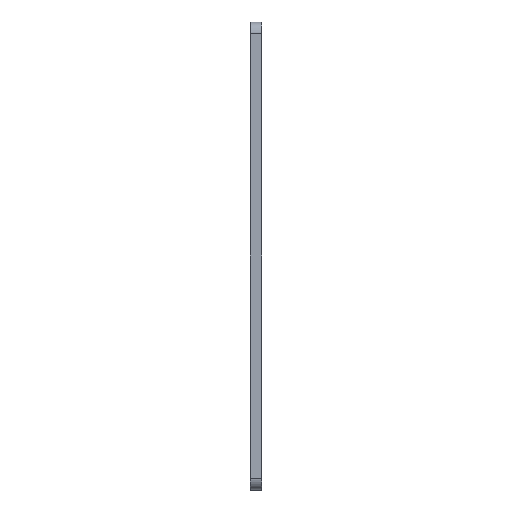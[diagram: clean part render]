
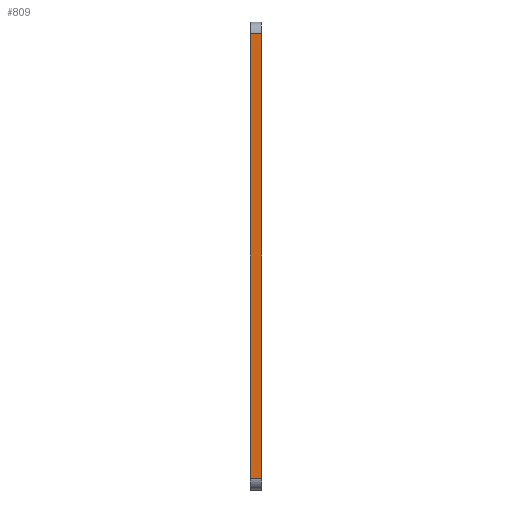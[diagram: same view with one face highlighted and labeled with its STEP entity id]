
A CAD part, left-side view. The second image highlights one B-rep face of the part: STEP entity #809.
In plain terms, the highlighted planar face has unit normal (-1, 0, 0).
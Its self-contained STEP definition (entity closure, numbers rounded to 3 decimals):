
#148 = VERTEX_POINT ( 'NONE', #407 ) ;
#174 = EDGE_LOOP ( 'NONE', ( #183, #373, #1082, #620 ) ) ;
#183 = ORIENTED_EDGE ( 'NONE', *, *, #707, .T. ) ;
#221 = PLANE ( 'NONE',  #913 ) ;
#373 = ORIENTED_EDGE ( 'NONE', *, *, #919, .T. ) ;
#407 = CARTESIAN_POINT ( 'NONE',  ( -60., 3., -57. ) ) ;
#586 = VECTOR ( 'NONE', #949, 1000. ) ;
#620 = ORIENTED_EDGE ( 'NONE', *, *, #1548, .T. ) ;
#621 = VERTEX_POINT ( 'NONE', #814 ) ;
#648 = LINE ( 'NONE', #1935, #586 ) ;
#705 = DIRECTION ( 'NONE',  ( 1., 0., 0. ) ) ;
#707 = EDGE_CURVE ( 'NONE', #1679, #621, #1866, .T. ) ;
#805 = LINE ( 'NONE', #968, #838 ) ;
#809 = ADVANCED_FACE ( 'NONE', ( #1161 ), #221, .F. ) ;
#814 = CARTESIAN_POINT ( 'NONE',  ( -60., 0., 57. ) ) ;
#838 = VECTOR ( 'NONE', #1114, 1000. ) ;
#874 = DIRECTION ( 'NONE',  ( 0., 0., -1. ) ) ;
#889 = EDGE_CURVE ( 'NONE', #148, #1130, #805, .T. ) ;
#913 = AXIS2_PLACEMENT_3D ( 'NONE', #1171, #705, #874 ) ;
#919 = EDGE_CURVE ( 'NONE', #621, #1130, #1423, .T. ) ;
#939 = CARTESIAN_POINT ( 'NONE',  ( -60., 3., 57. ) ) ;
#949 = DIRECTION ( 'NONE',  ( 0., -1., 0. ) ) ;
#968 = CARTESIAN_POINT ( 'NONE',  ( -60., 3., -60. ) ) ;
#1057 = CARTESIAN_POINT ( 'NONE',  ( -60., 0., -57. ) ) ;
#1082 = ORIENTED_EDGE ( 'NONE', *, *, #889, .F. ) ;
#1093 = CARTESIAN_POINT ( 'NONE',  ( -60., 0., -60. ) ) ;
#1114 = DIRECTION ( 'NONE',  ( 0., 0., 1. ) ) ;
#1130 = VERTEX_POINT ( 'NONE', #1805 ) ;
#1161 = FACE_OUTER_BOUND ( 'NONE', #174, .T. ) ;
#1171 = CARTESIAN_POINT ( 'NONE',  ( -60., 3., -60. ) ) ;
#1260 = DIRECTION ( 'NONE',  ( 0., 0., 1. ) ) ;
#1423 = LINE ( 'NONE', #939, #1776 ) ;
#1548 = EDGE_CURVE ( 'NONE', #148, #1679, #648, .T. ) ;
#1679 = VERTEX_POINT ( 'NONE', #1057 ) ;
#1692 = DIRECTION ( 'NONE',  ( 0., 1., 0. ) ) ;
#1710 = VECTOR ( 'NONE', #1260, 1000. ) ;
#1776 = VECTOR ( 'NONE', #1692, 1000. ) ;
#1805 = CARTESIAN_POINT ( 'NONE',  ( -60., 3., 57. ) ) ;
#1866 = LINE ( 'NONE', #1093, #1710 ) ;
#1935 = CARTESIAN_POINT ( 'NONE',  ( -60., 3., -57. ) ) ;
